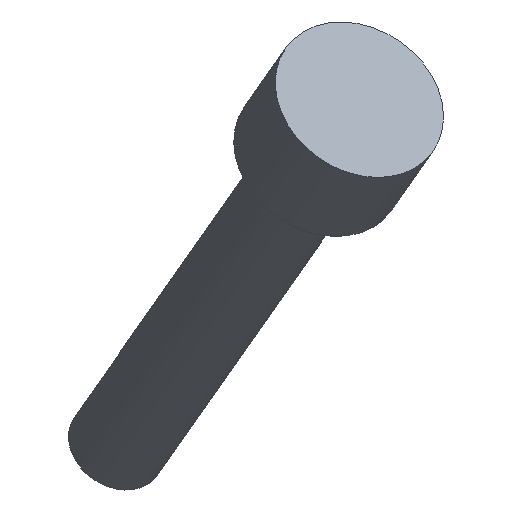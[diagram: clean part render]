
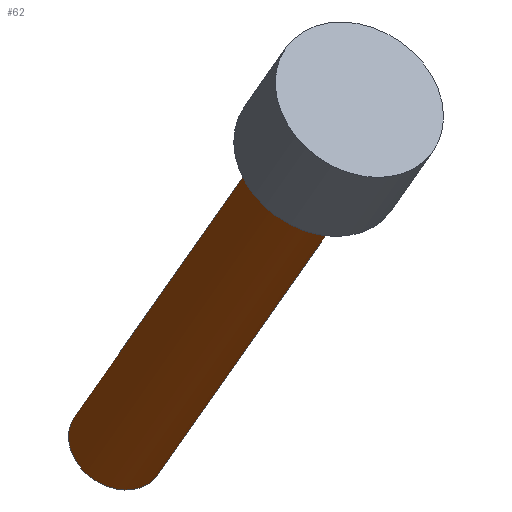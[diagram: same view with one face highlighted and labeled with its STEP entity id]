
A CAD part, isometric view. The second image highlights one B-rep face of the part: STEP entity #62.
In plain terms, the highlighted cylindrical face has radius 1.35 mm (diameter 2.7 mm), a full revolution.
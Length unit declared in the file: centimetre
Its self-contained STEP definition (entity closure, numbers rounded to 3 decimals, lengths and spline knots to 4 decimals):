
#19=CYLINDRICAL_SURFACE('',#72,0.135);
#22=FACE_BOUND('',#34,.T.);
#26=FACE_OUTER_BOUND('',#33,.T.);
#33=EDGE_LOOP('',(#53));
#34=EDGE_LOOP('',(#54));
#37=CIRCLE('',#68,0.135);
#39=CIRCLE('',#73,0.135);
#41=VERTEX_POINT('',#99);
#43=VERTEX_POINT('',#106);
#45=EDGE_CURVE('',#41,#41,#37,.T.);
#47=EDGE_CURVE('',#43,#43,#39,.T.);
#53=ORIENTED_EDGE('',*,*,#45,.T.);
#54=ORIENTED_EDGE('',*,*,#47,.F.);
#62=ADVANCED_FACE('',(#26,#22),#19,.T.);
#68=AXIS2_PLACEMENT_3D('',#100,#81,#82);
#72=AXIS2_PLACEMENT_3D('',#105,#89,#90);
#73=AXIS2_PLACEMENT_3D('',#107,#91,#92);
#81=DIRECTION('center_axis',(0.,0.5,-0.866));
#82=DIRECTION('ref_axis',(0.,-0.866,-0.5));
#89=DIRECTION('center_axis',(0.,-0.5,0.866));
#90=DIRECTION('ref_axis',(0.,-0.866,-0.5));
#91=DIRECTION('center_axis',(0.,0.5,-0.866));
#92=DIRECTION('ref_axis',(0.,-0.866,-0.5));
#99=CARTESIAN_POINT('',(-8.9395,3.6289,3.8272));
#100=CARTESIAN_POINT('Origin',(-8.9395,3.512,3.7597));
#105=CARTESIAN_POINT('Origin',(-8.9395,3.7462,3.3539));
#106=CARTESIAN_POINT('',(-8.9395,4.1575,2.3715));
#107=CARTESIAN_POINT('Origin',(-8.9395,4.2745,2.439));
